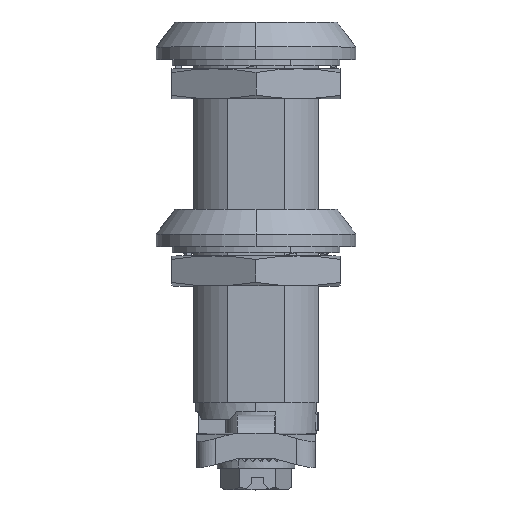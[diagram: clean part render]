
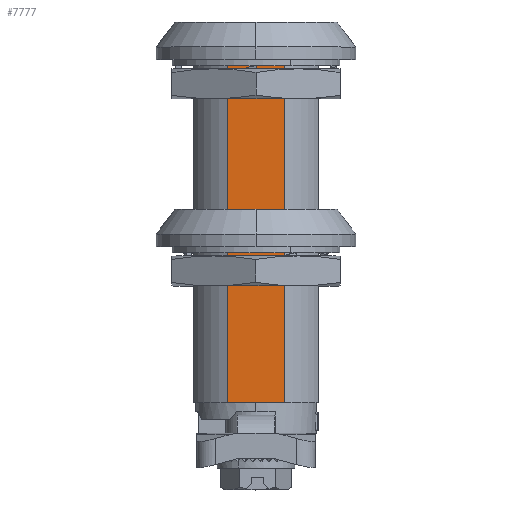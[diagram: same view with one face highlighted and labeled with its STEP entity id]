
A CAD part, top view. The second image highlights one B-rep face of the part: STEP entity #7777.
In plain terms, the highlighted planar face has unit normal (0, 0, 1).
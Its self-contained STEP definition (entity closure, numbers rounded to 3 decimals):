
#1367 = VERTEX_POINT ( 'NONE', #24648 ) ;
#3877 = VECTOR ( 'NONE', #23556, 1000. ) ;
#6019 = ORIENTED_EDGE ( 'NONE', *, *, #10596, .F. ) ;
#7295 = ORIENTED_EDGE ( 'NONE', *, *, #7973, .T. ) ;
#7673 = DIRECTION ( 'NONE',  ( -1., 0., 0. ) ) ;
#7777 = ADVANCED_FACE ( 'NONE', ( #23249 ), #22970, .T. ) ;
#7973 = EDGE_CURVE ( 'NONE', #13996, #9315, #26417, .T. ) ;
#8289 = DIRECTION ( 'NONE',  ( 1., 0., 0. ) ) ;
#8432 = DIRECTION ( 'NONE',  ( 0., 0., 1. ) ) ;
#8563 = EDGE_CURVE ( 'NONE', #1367, #13996, #10551, .T. ) ;
#9315 = VERTEX_POINT ( 'NONE', #27021 ) ;
#10551 = LINE ( 'NONE', #15033, #3877 ) ;
#10582 = LINE ( 'NONE', #19140, #24197 ) ;
#10596 = EDGE_CURVE ( 'NONE', #23598, #9315, #22339, .T. ) ;
#10855 = DIRECTION ( 'NONE',  ( 0., -1., 0. ) ) ;
#13012 = CARTESIAN_POINT ( 'NONE',  ( -4.583, 105.05, 10. ) ) ;
#13024 = ORIENTED_EDGE ( 'NONE', *, *, #8563, .T. ) ;
#13479 = VECTOR ( 'NONE', #7673, 1000. ) ;
#13996 = VERTEX_POINT ( 'NONE', #23935 ) ;
#15033 = CARTESIAN_POINT ( 'NONE',  ( 4.583, 0., 10. ) ) ;
#17308 = CARTESIAN_POINT ( 'NONE',  ( 4.583, -55., 10. ) ) ;
#18156 = AXIS2_PLACEMENT_3D ( 'NONE', #18925, #8432, #8289 ) ;
#18925 = CARTESIAN_POINT ( 'NONE',  ( 4.583, 105.05, 10. ) ) ;
#19140 = CARTESIAN_POINT ( 'NONE',  ( 4.583, 105.05, 10. ) ) ;
#20320 = EDGE_LOOP ( 'NONE', ( #27106, #13024, #7295, #6019 ) ) ;
#22062 = DIRECTION ( 'NONE',  ( 0., -1., 0. ) ) ;
#22339 = LINE ( 'NONE', #26842, #13479 ) ;
#22970 = PLANE ( 'NONE',  #18156 ) ;
#23066 = VECTOR ( 'NONE', #22062, 1000. ) ;
#23249 = FACE_OUTER_BOUND ( 'NONE', #20320, .T. ) ;
#23556 = DIRECTION ( 'NONE',  ( -1., 0., 0. ) ) ;
#23598 = VERTEX_POINT ( 'NONE', #17308 ) ;
#23935 = CARTESIAN_POINT ( 'NONE',  ( -4.583, 0., 10. ) ) ;
#24197 = VECTOR ( 'NONE', #10855, 1000. ) ;
#24471 = EDGE_CURVE ( 'NONE', #1367, #23598, #10582, .T. ) ;
#24648 = CARTESIAN_POINT ( 'NONE',  ( 4.583, 0., 10. ) ) ;
#26417 = LINE ( 'NONE', #13012, #23066 ) ;
#26842 = CARTESIAN_POINT ( 'NONE',  ( 4.583, -55., 10. ) ) ;
#27021 = CARTESIAN_POINT ( 'NONE',  ( -4.583, -55., 10. ) ) ;
#27106 = ORIENTED_EDGE ( 'NONE', *, *, #24471, .F. ) ;
